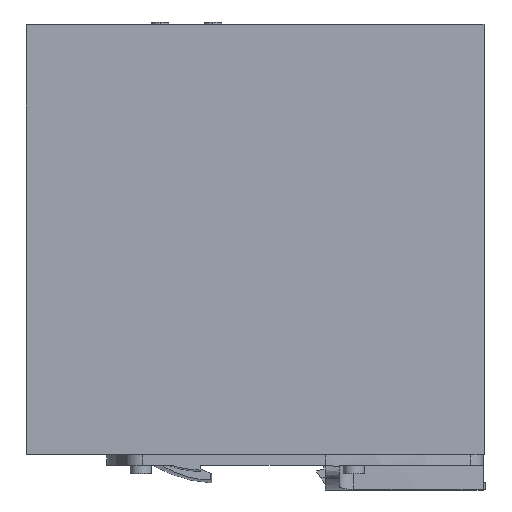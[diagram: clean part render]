
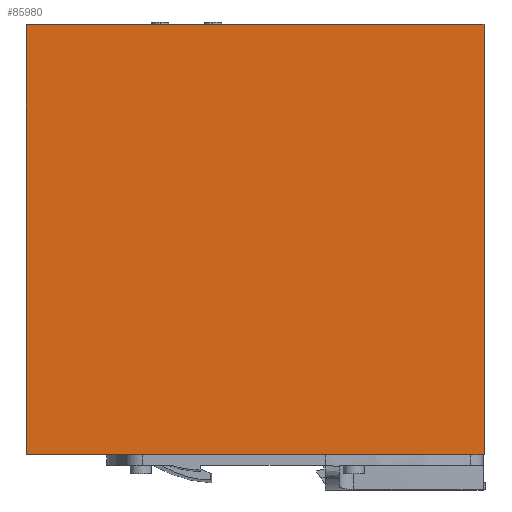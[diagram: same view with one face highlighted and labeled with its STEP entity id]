
A CAD part, left-side view. The second image highlights one B-rep face of the part: STEP entity #85980.
In plain terms, the highlighted planar face has unit normal (-1, 0, 0).
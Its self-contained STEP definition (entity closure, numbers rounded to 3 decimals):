
#1420=CARTESIAN_POINT('',(0.,122.25,111.547));
#1430=VERTEX_POINT('',#1420);
#1510=CARTESIAN_POINT('',(0.,122.35,111.547));
#1520=VERTEX_POINT('',#1510);
#1550=CARTESIAN_POINT('',(0.,0.,111.547));
#1560=DIRECTION('',(0.,-1.,0.));
#1570=VECTOR('',#1560,1.);
#1580=LINE('',#1550,#1570);
#1590=EDGE_CURVE('',#1520,#1430,#1580,.T.);
#8320=CARTESIAN_POINT('',(0.,122.35,129.147));
#8330=VERTEX_POINT('',#8320);
#8360=CARTESIAN_POINT('',(0.,122.35,-0.053));
#8370=DIRECTION('',(0.,0.,-1.));
#8380=VECTOR('',#8370,1.);
#8390=LINE('',#8360,#8380);
#8400=EDGE_CURVE('',#8330,#1520,#8390,.T.);
#12130=CARTESIAN_POINT('',(0.,0.1,-0.853));
#12140=VERTEX_POINT('',#12130);
#12170=CARTESIAN_POINT('',(0.,0.1,0.));
#12180=DIRECTION('',(0.,0.,1.));
#12190=VECTOR('',#12180,1.);
#12200=LINE('',#12170,#12190);
#12210=CARTESIAN_POINT('',(0.,0.1,129.147));
#12220=VERTEX_POINT('',#12210);
#12230=EDGE_CURVE('',#12140,#12220,#12200,.T.);
#85680=CARTESIAN_POINT('',(0.,121.3,-0.053));
#85690=DIRECTION('',(-1.,0.,0.));
#85700=DIRECTION('',(0.,-1.,0.));
#85710=AXIS2_PLACEMENT_3D('',#85680,#85690,#85700);
#85720=PLANE('',#85710);
#85730=ORIENTED_EDGE('',*,*,#12230,.T.);
#85740=CARTESIAN_POINT('',(0.,0.,-0.853));
#85750=DIRECTION('',(0.,-1.,0.));
#85760=VECTOR('',#85750,1.);
#85770=LINE('',#85740,#85760);
#85780=CARTESIAN_POINT('',(0.,122.25,-0.853));
#85790=VERTEX_POINT('',#85780);
#85800=EDGE_CURVE('',#85790,#12140,#85770,.T.);
#85810=ORIENTED_EDGE('',*,*,#85800,.T.);
#85820=CARTESIAN_POINT('',(0.,122.25,0.));
#85830=DIRECTION('',(0.,0.,-1.));
#85840=VECTOR('',#85830,1.);
#85850=LINE('',#85820,#85840);
#85860=EDGE_CURVE('',#1430,#85790,#85850,.T.);
#85870=ORIENTED_EDGE('',*,*,#85860,.T.);
#85880=ORIENTED_EDGE('',*,*,#1590,.T.);
#85890=ORIENTED_EDGE('',*,*,#8400,.T.);
#85900=CARTESIAN_POINT('',(0.,0.,129.147));
#85910=DIRECTION('',(0.,-1.,0.));
#85920=VECTOR('',#85910,1.);
#85930=LINE('',#85900,#85920);
#85940=EDGE_CURVE('',#8330,#12220,#85930,.T.);
#85950=ORIENTED_EDGE('',*,*,#85940,.F.);
#85960=EDGE_LOOP('',(#85950,#85890,#85880,#85870,#85810,#85730));
#85970=FACE_OUTER_BOUND('',#85960,.T.);
#85980=ADVANCED_FACE('',(#85970),#85720,.T.);
